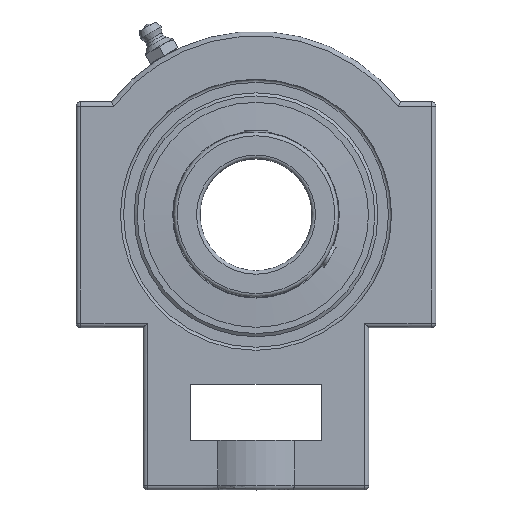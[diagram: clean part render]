
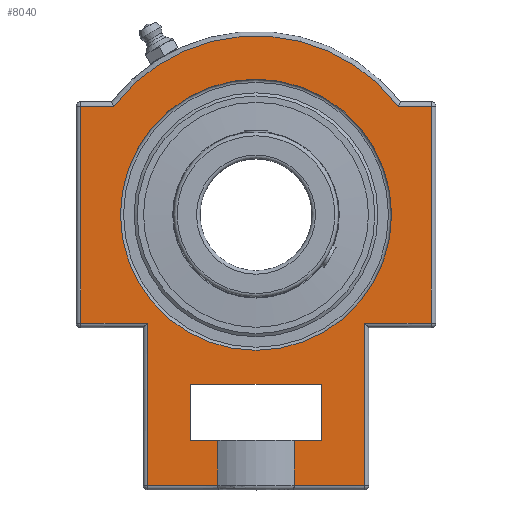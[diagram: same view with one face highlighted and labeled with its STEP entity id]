
A CAD part, top view. The second image highlights one B-rep face of the part: STEP entity #8040.
In plain terms, the highlighted face is planar.
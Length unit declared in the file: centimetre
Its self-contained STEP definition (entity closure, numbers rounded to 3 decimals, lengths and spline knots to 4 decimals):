
#4045=CARTESIAN_POINT('',(0.,-3.8451,-1.5));
#4046=VERTEX_POINT('',#4045);
#4056=CARTESIAN_POINT('',(0.,0.,-1.5));
#4057=DIRECTION('',(0.,-0.,1.));
#4058=DIRECTION('',(0.,1.,0.));
#4059=AXIS2_PLACEMENT_3D('',#4056,#4057,#4058);
#4060=CIRCLE('',#4059,3.8451);
#4061=EDGE_CURVE('',#4046,#4046,#4060,.T.);
#6758=CARTESIAN_POINT('',(-3.073,-7.673,-1.5));
#6759=VERTEX_POINT('',#6758);
#6784=CARTESIAN_POINT('',(3.073,-7.673,-1.5));
#6785=VERTEX_POINT('',#6784);
#6826=CARTESIAN_POINT('',(3.073,-3.073,-1.5));
#6827=VERTEX_POINT('',#6826);
#6828=CARTESIAN_POINT('',(3.073,-7.9397,-1.5));
#6829=DIRECTION('',(0.,1.,0.));
#6830=VECTOR('',#6829,13.2794);
#6831=LINE('',#6828,#6830);
#6832=EDGE_CURVE('',#6785,#6827,#6831,.T.);
#6860=CARTESIAN_POINT('',(-4.973,-3.073,-1.5));
#6861=VERTEX_POINT('',#6860);
#6886=CARTESIAN_POINT('',(4.973,-3.073,-1.5));
#6887=VERTEX_POINT('',#6886);
#6930=CARTESIAN_POINT('',(-4.973,3.073,-1.5));
#6931=VERTEX_POINT('',#6930);
#6956=CARTESIAN_POINT('',(4.973,3.073,-1.5));
#6957=VERTEX_POINT('',#6956);
#6998=CARTESIAN_POINT('',(4.0363,3.073,-1.5));
#6999=VERTEX_POINT('',#6998);
#7000=CARTESIAN_POINT('',(5.2397,3.073,-1.5));
#7001=DIRECTION('',(-1.,0.,0.));
#7002=VECTOR('',#7001,10.4794);
#7003=LINE('',#7000,#7002);
#7004=EDGE_CURVE('',#6957,#6999,#7003,.T.);
#7031=CARTESIAN_POINT('',(-4.0363,3.073,-1.5));
#7032=VERTEX_POINT('',#7031);
#7033=CARTESIAN_POINT('',(0.,0.,-1.5));
#7034=DIRECTION('',(0.,0.,1.));
#7035=DIRECTION('',(-0.,1.,0.));
#7036=AXIS2_PLACEMENT_3D('',#7033,#7034,#7035);
#7037=CIRCLE('',#7036,5.073);
#7038=EDGE_CURVE('',#6999,#7032,#7037,.T.);
#7075=CARTESIAN_POINT('',(5.2397,3.073,-1.5));
#7076=DIRECTION('',(-1.,0.,0.));
#7077=VECTOR('',#7076,10.4794);
#7078=LINE('',#7075,#7077);
#7079=EDGE_CURVE('',#7032,#6931,#7078,.T.);
#7137=CARTESIAN_POINT('',(4.973,-3.3676,-1.5));
#7138=DIRECTION('',(0.,1.,0.));
#7139=VECTOR('',#7138,6.7353);
#7140=LINE('',#7137,#7139);
#7141=EDGE_CURVE('',#6887,#6957,#7140,.T.);
#7191=CARTESIAN_POINT('',(-4.973,3.3676,-1.5));
#7192=DIRECTION('',(0.,-1.,0.));
#7193=VECTOR('',#7192,6.7353);
#7194=LINE('',#7191,#7193);
#7195=EDGE_CURVE('',#6931,#6861,#7194,.T.);
#7237=CARTESIAN_POINT('',(-5.2397,-3.073,-1.5));
#7238=DIRECTION('',(1.,0.,-0.));
#7239=VECTOR('',#7238,10.4794);
#7240=LINE('',#7237,#7239);
#7241=EDGE_CURVE('',#6827,#6887,#7240,.T.);
#7300=CARTESIAN_POINT('',(-3.073,-3.073,-1.5));
#7301=VERTEX_POINT('',#7300);
#7302=CARTESIAN_POINT('',(-5.2397,-3.073,-1.5));
#7303=DIRECTION('',(1.,0.,-0.));
#7304=VECTOR('',#7303,10.4794);
#7305=LINE('',#7302,#7304);
#7306=EDGE_CURVE('',#6861,#7301,#7305,.T.);
#7323=CARTESIAN_POINT('',(-3.073,5.3397,-1.5));
#7324=DIRECTION('',(0.,-1.,0.));
#7325=VECTOR('',#7324,13.2794);
#7326=LINE('',#7323,#7325);
#7327=EDGE_CURVE('',#7301,#6759,#7326,.T.);
#7367=CARTESIAN_POINT('',(1.0828,-7.673,-1.5));
#7368=VERTEX_POINT('',#7367);
#7369=CARTESIAN_POINT('',(-5.2397,-7.673,-1.5));
#7370=DIRECTION('',(1.,0.,-0.));
#7371=VECTOR('',#7370,10.4794);
#7372=LINE('',#7369,#7371);
#7373=EDGE_CURVE('',#7368,#6785,#7372,.T.);
#7440=CARTESIAN_POINT('',(-1.0828,-7.673,-1.5));
#7441=VERTEX_POINT('',#7440);
#7442=CARTESIAN_POINT('',(-5.2397,-7.673,-1.5));
#7443=DIRECTION('',(1.,0.,-0.));
#7444=VECTOR('',#7443,10.4794);
#7445=LINE('',#7442,#7444);
#7446=EDGE_CURVE('',#6759,#7441,#7445,.T.);
#7965=CARTESIAN_POINT('',(-2.1203,-1.8065,-1.5));
#7966=DIRECTION('',(0.,0.,1.));
#7967=DIRECTION('',(1.,0.,0.));
#7968=AXIS2_PLACEMENT_3D('',#7965,#7966,#7967);
#7969=PLANE('',#7968);
#7970=ORIENTED_EDGE('',*,*,#7446,.F.);
#7971=ORIENTED_EDGE('',*,*,#7327,.F.);
#7972=ORIENTED_EDGE('',*,*,#7306,.F.);
#7973=ORIENTED_EDGE('',*,*,#7195,.F.);
#7974=ORIENTED_EDGE('',*,*,#7079,.F.);
#7975=ORIENTED_EDGE('',*,*,#7038,.F.);
#7976=ORIENTED_EDGE('',*,*,#7004,.F.);
#7977=ORIENTED_EDGE('',*,*,#7141,.F.);
#7978=ORIENTED_EDGE('',*,*,#7241,.F.);
#7979=ORIENTED_EDGE('',*,*,#6832,.F.);
#7980=ORIENTED_EDGE('',*,*,#7373,.F.);
#7981=CARTESIAN_POINT('',(1.0828,-6.4,-1.5));
#7982=VERTEX_POINT('',#7981);
#7983=CARTESIAN_POINT('',(1.0828,-12352.1,-1.5));
#7984=DIRECTION('',(0.,1.,0.));
#7985=VECTOR('',#7984,24690.);
#7986=LINE('',#7983,#7985);
#7987=EDGE_CURVE('',#7368,#7982,#7986,.T.);
#7988=ORIENTED_EDGE('',*,*,#7987,.T.);
#7989=CARTESIAN_POINT('',(1.85,-6.4,-1.5));
#7990=VERTEX_POINT('',#7989);
#7991=CARTESIAN_POINT('',(12346.85,-6.4,-1.5));
#7992=DIRECTION('',(-1.,0.,0.));
#7993=VECTOR('',#7992,24690.);
#7994=LINE('',#7991,#7993);
#7995=EDGE_CURVE('',#7990,#7982,#7994,.T.);
#7996=ORIENTED_EDGE('',*,*,#7995,.F.);
#7997=CARTESIAN_POINT('',(1.85,-4.8,-1.5));
#7998=VERTEX_POINT('',#7997);
#7999=CARTESIAN_POINT('',(1.85,12340.2,-1.5));
#8000=DIRECTION('',(-0.,-1.,0.));
#8001=VECTOR('',#8000,24690.);
#8002=LINE('',#7999,#8001);
#8003=EDGE_CURVE('',#7998,#7990,#8002,.T.);
#8004=ORIENTED_EDGE('',*,*,#8003,.F.);
#8005=CARTESIAN_POINT('',(-1.85,-4.8,-1.5));
#8006=VERTEX_POINT('',#8005);
#8007=CARTESIAN_POINT('',(-12345.,-4.8,-1.5));
#8008=DIRECTION('',(1.,0.,-0.));
#8009=VECTOR('',#8008,24690.);
#8010=LINE('',#8007,#8009);
#8011=EDGE_CURVE('',#8006,#7998,#8010,.T.);
#8012=ORIENTED_EDGE('',*,*,#8011,.F.);
#8013=CARTESIAN_POINT('',(-1.85,-6.4,-1.5));
#8014=VERTEX_POINT('',#8013);
#8015=CARTESIAN_POINT('',(-1.85,-12349.8,-1.5));
#8016=DIRECTION('',(-0.,1.,0.));
#8017=VECTOR('',#8016,24690.);
#8018=LINE('',#8015,#8017);
#8019=EDGE_CURVE('',#8014,#8006,#8018,.T.);
#8020=ORIENTED_EDGE('',*,*,#8019,.F.);
#8021=CARTESIAN_POINT('',(-1.0828,-6.4,-1.5));
#8022=VERTEX_POINT('',#8021);
#8023=CARTESIAN_POINT('',(12346.85,-6.4,-1.5));
#8024=DIRECTION('',(-1.,0.,0.));
#8025=VECTOR('',#8024,24690.);
#8026=LINE('',#8023,#8025);
#8027=EDGE_CURVE('',#8022,#8014,#8026,.T.);
#8028=ORIENTED_EDGE('',*,*,#8027,.F.);
#8029=CARTESIAN_POINT('',(-1.0828,12337.9,-1.5));
#8030=DIRECTION('',(0.,-1.,0.));
#8031=VECTOR('',#8030,24690.);
#8032=LINE('',#8029,#8031);
#8033=EDGE_CURVE('',#8022,#7441,#8032,.T.);
#8034=ORIENTED_EDGE('',*,*,#8033,.T.);
#8035=EDGE_LOOP('',(#7970,#7971,#7972,#7973,#7974,#7975,#7976,#7977,#7978,#7979,#7980,#7988,#7996,#8004,#8012,#8020,#8028,#8034));
#8036=FACE_BOUND('',#8035,.T.);
#8037=ORIENTED_EDGE('',*,*,#4061,.T.);
#8038=EDGE_LOOP('',(#8037));
#8039=FACE_BOUND('',#8038,.T.);
#8040=ADVANCED_FACE('',(#8036,#8039),#7969,.F.);
